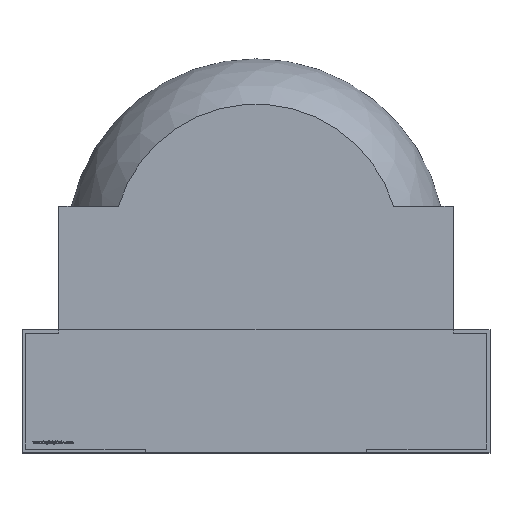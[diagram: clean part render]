
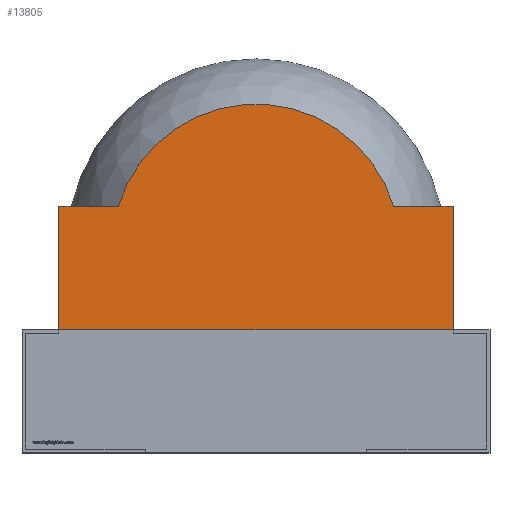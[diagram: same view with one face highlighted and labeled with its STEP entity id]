
A CAD part, top view. The second image highlights one B-rep face of the part: STEP entity #13805.
In plain terms, the highlighted planar face has unit normal (0, 0, 1).
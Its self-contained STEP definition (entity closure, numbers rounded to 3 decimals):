
#7506 = CARTESIAN_POINT ( 'NONE',  ( 1.6, 1.5, 1. ) ) ;
#7521 = CARTESIAN_POINT ( 'NONE',  ( -1.6, 1.5, 1. ) ) ;
#7522 = DIRECTION ( 'NONE',  ( 1., 0., 0. ) ) ;
#7523 = VECTOR ( 'NONE', #7522, 1000. ) ;
#7524 = CARTESIAN_POINT ( 'NONE',  ( 0., 1.5, 1. ) ) ;
#7525 = LINE ( 'NONE', #7524, #7523 ) ;
#7548 = DIRECTION ( 'NONE',  ( -1., 0., 0. ) ) ;
#7549 = DIRECTION ( 'NONE',  ( 0., 0., -1. ) ) ;
#7550 = CARTESIAN_POINT ( 'NONE',  ( 0., 1.163, 1. ) ) ;
#7551 = AXIS2_PLACEMENT_3D ( 'NONE', #7550, #7549, #7548 ) ;
#7552 = CIRCLE ( 'NONE', #7551, 1.168 ) ;
#7623 = CARTESIAN_POINT ( 'NONE',  ( 1.118, 1.5, 1. ) ) ;
#7628 = CARTESIAN_POINT ( 'NONE',  ( -1.118, 1.5, 1. ) ) ;
#7666 = DIRECTION ( 'NONE',  ( 0., -1., 0. ) ) ;
#7667 = VECTOR ( 'NONE', #7666, 1000. ) ;
#7668 = CARTESIAN_POINT ( 'NONE',  ( 1.6, -2.906, 1. ) ) ;
#7669 = LINE ( 'NONE', #7668, #7667 ) ;
#7680 = DIRECTION ( 'NONE',  ( 0., -1., 0. ) ) ;
#7681 = VECTOR ( 'NONE', #7680, 1000. ) ;
#7682 = CARTESIAN_POINT ( 'NONE',  ( -1.6, -2.906, 1. ) ) ;
#7683 = LINE ( 'NONE', #7682, #7681 ) ;
#7689 = CARTESIAN_POINT ( 'NONE',  ( -1.6, 0.5, 1. ) ) ;
#7690 = CARTESIAN_POINT ( 'NONE',  ( 1.6, 0.5, 1. ) ) ;
#7745 = DIRECTION ( 'NONE',  ( 1., 0., 0. ) ) ;
#7746 = VECTOR ( 'NONE', #7745, 1000. ) ;
#7747 = CARTESIAN_POINT ( 'NONE',  ( 0., 1.5, 1. ) ) ;
#7752 = LINE ( 'NONE', #7747, #7746 ) ;
#8173 = DIRECTION ( 'NONE',  ( 1., 0., 0. ) ) ;
#8174 = VECTOR ( 'NONE', #8173, 1000. ) ;
#8175 = CARTESIAN_POINT ( 'NONE',  ( 0., 0.5, 1. ) ) ;
#8176 = LINE ( 'NONE', #8175, #8174 ) ;
#8217 = FACE_OUTER_BOUND ( 'NONE', #13744, .T. ) ;
#8249 = DIRECTION ( 'NONE',  ( 1., 0., 0. ) ) ;
#8250 = DIRECTION ( 'NONE',  ( 0., 0., 1. ) ) ;
#8251 = CARTESIAN_POINT ( 'NONE',  ( 0., -2.906, 1. ) ) ;
#8252 = AXIS2_PLACEMENT_3D ( 'NONE', #8251, #8250, #8249 ) ;
#8254 = PLANE ( 'NONE',  #8252 ) ;
#13582 = VERTEX_POINT ( 'NONE', #7506 ) ;
#13593 = EDGE_CURVE ( 'NONE', #13596, #13613, #7525, .T. ) ;
#13596 = VERTEX_POINT ( 'NONE', #7521 ) ;
#13604 = EDGE_CURVE ( 'NONE', #13613, #13615, #7552, .T. ) ;
#13613 = VERTEX_POINT ( 'NONE', #7628 ) ;
#13615 = VERTEX_POINT ( 'NONE', #7623 ) ;
#13635 = EDGE_CURVE ( 'NONE', #13582, #13646, #7669, .T. ) ;
#13646 = VERTEX_POINT ( 'NONE', #7690 ) ;
#13647 = VERTEX_POINT ( 'NONE', #7689 ) ;
#13649 = EDGE_CURVE ( 'NONE', #13596, #13647, #7683, .T. ) ;
#13658 = EDGE_CURVE ( 'NONE', #13615, #13582, #7752, .T. ) ;
#13744 = EDGE_LOOP ( 'NONE', ( #13806, #13774, #13775, #13759, #13760, #13761 ) ) ;
#13759 = ORIENTED_EDGE ( 'NONE', *, *, #13593, .F. ) ;
#13760 = ORIENTED_EDGE ( 'NONE', *, *, #13649, .T. ) ;
#13761 = ORIENTED_EDGE ( 'NONE', *, *, #13782, .T. ) ;
#13774 = ORIENTED_EDGE ( 'NONE', *, *, #13658, .F. ) ;
#13775 = ORIENTED_EDGE ( 'NONE', *, *, #13604, .F. ) ;
#13782 = EDGE_CURVE ( 'NONE', #13647, #13646, #8176, .T. ) ;
#13805 = ADVANCED_FACE ( 'NONE', ( #8217 ), #8254, .T. ) ;
#13806 = ORIENTED_EDGE ( 'NONE', *, *, #13635, .F. ) ;
